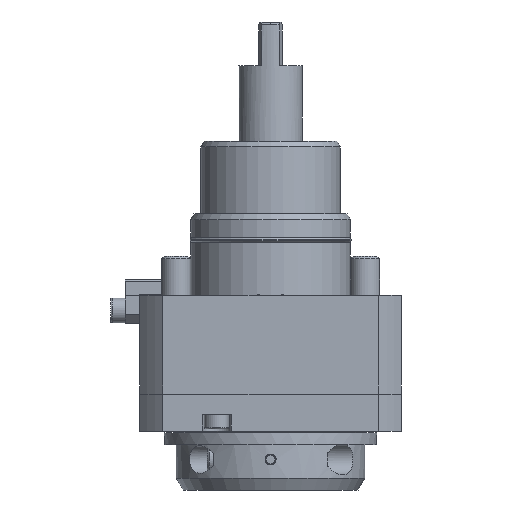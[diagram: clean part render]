
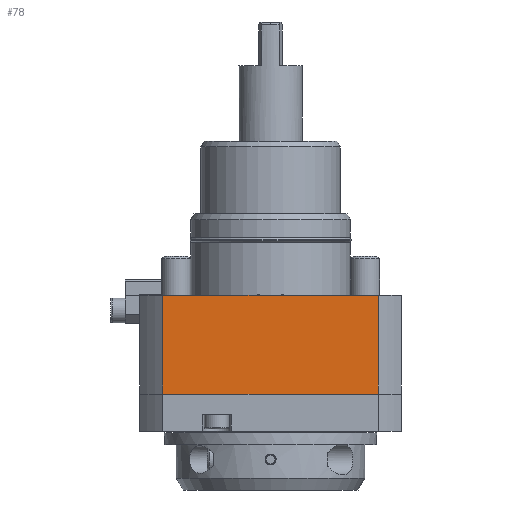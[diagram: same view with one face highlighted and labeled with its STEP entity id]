
A CAD part, front view. The second image highlights one B-rep face of the part: STEP entity #78.
In plain terms, the highlighted planar face has unit normal (0, -1, 0).
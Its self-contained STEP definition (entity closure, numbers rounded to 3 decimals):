
#39=CARTESIAN_POINT('',(-45.,-42.,0.));
#40=DIRECTION('',(-0.,-1.,0.));
#41=DIRECTION('',(0.,0.,1.));
#42=AXIS2_PLACEMENT_3D('',#39,#40,#41);
#43=PLANE('',#42);
#44=CARTESIAN_POINT('',(-37.041,-42.,0.));
#45=VERTEX_POINT('',#44);
#46=CARTESIAN_POINT('',(-37.041,-42.,-34.));
#47=VERTEX_POINT('',#46);
#48=CARTESIAN_POINT('',(-37.041,-42.,0.));
#49=DIRECTION('',(0.,0.,-1.));
#50=VECTOR('',#49,34.);
#51=LINE('',#48,#50);
#52=EDGE_CURVE('',#45,#47,#51,.T.);
#53=ORIENTED_EDGE('',*,*,#52,.T.);
#54=CARTESIAN_POINT('',(37.041,-42.,-34.));
#55=VERTEX_POINT('',#54);
#56=CARTESIAN_POINT('',(-37.041,-42.,-34.));
#57=DIRECTION('',(1.,0.,-0.));
#58=VECTOR('',#57,74.081);
#59=LINE('',#56,#58);
#60=EDGE_CURVE('',#47,#55,#59,.T.);
#61=ORIENTED_EDGE('',*,*,#60,.T.);
#62=CARTESIAN_POINT('',(37.041,-42.,0.));
#63=VERTEX_POINT('',#62);
#64=CARTESIAN_POINT('',(37.041,-42.,-34.));
#65=DIRECTION('',(0.,0.,1.));
#66=VECTOR('',#65,34.);
#67=LINE('',#64,#66);
#68=EDGE_CURVE('',#55,#63,#67,.T.);
#69=ORIENTED_EDGE('',*,*,#68,.T.);
#70=CARTESIAN_POINT('',(37.041,-42.,0.));
#71=DIRECTION('',(-1.,0.,0.));
#72=VECTOR('',#71,74.081);
#73=LINE('',#70,#72);
#74=EDGE_CURVE('',#63,#45,#73,.T.);
#75=ORIENTED_EDGE('',*,*,#74,.T.);
#76=EDGE_LOOP('',(#53,#61,#69,#75));
#77=FACE_BOUND('',#76,.T.);
#78=ADVANCED_FACE('',(#77),#43,.T.);
